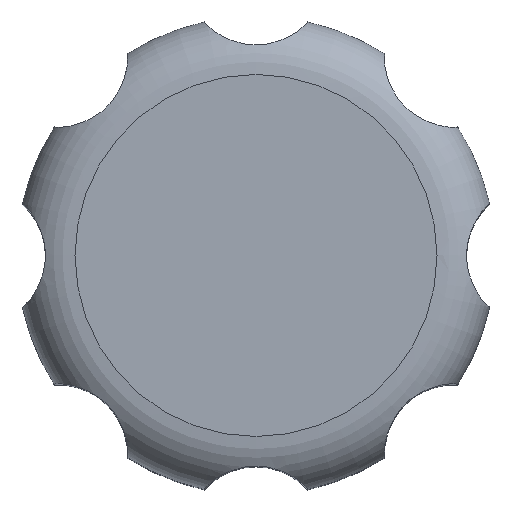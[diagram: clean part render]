
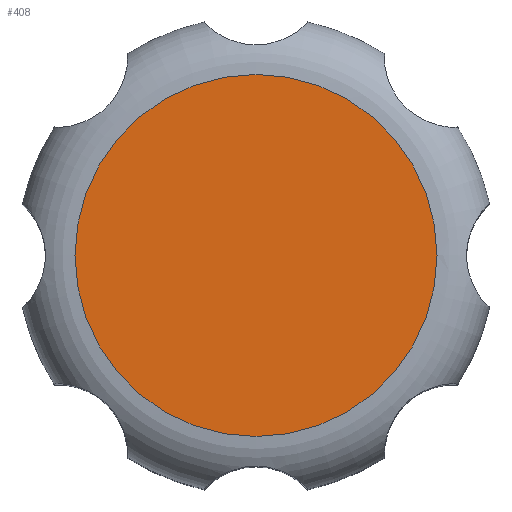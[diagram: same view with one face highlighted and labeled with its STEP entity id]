
A CAD part, top view. The second image highlights one B-rep face of the part: STEP entity #408.
In plain terms, the highlighted planar face has unit normal (0, 0, 1).
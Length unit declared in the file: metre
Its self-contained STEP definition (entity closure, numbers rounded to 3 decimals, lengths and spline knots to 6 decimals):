
#129=ORIENTED_EDGE('',*,*,#239,.T.);
#239=EDGE_CURVE('',#290,#290,#323,.T.);
#290=VERTEX_POINT('',#717);
#323=CIRCLE('',#473,0.004729);
#339=EDGE_LOOP('',(#129));
#371=FACE_BOUND('',#339,.T.);
#394=PLANE('',#472);
#408=ADVANCED_FACE('',(#371),#394,.T.);
#472=AXIS2_PLACEMENT_3D('',#715,#581,#582);
#473=AXIS2_PLACEMENT_3D('',#716,#583,#584);
#581=DIRECTION('',(0.,0.,1.));
#582=DIRECTION('',(1.,0.,0.));
#583=DIRECTION('',(0.,0.,1.));
#584=DIRECTION('',(1.,0.,0.));
#715=CARTESIAN_POINT('',(0.,0.,0.014));
#716=CARTESIAN_POINT('',(0.,0.,0.014));
#717=CARTESIAN_POINT('',(0.004729,0.,0.014));
